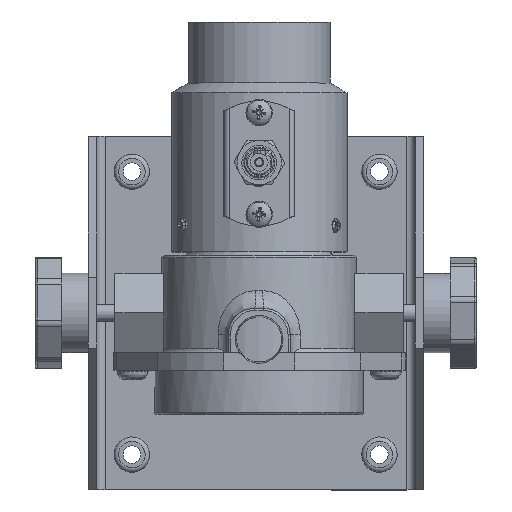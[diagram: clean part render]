
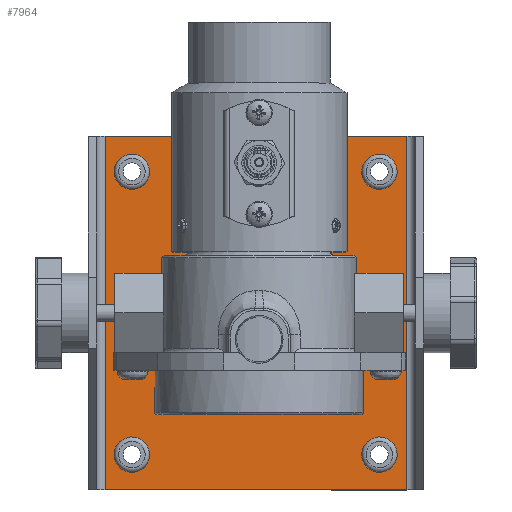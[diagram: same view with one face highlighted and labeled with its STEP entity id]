
A CAD part, top view. The second image highlights one B-rep face of the part: STEP entity #7964.
In plain terms, the highlighted planar face has unit normal (0, 0, 1).
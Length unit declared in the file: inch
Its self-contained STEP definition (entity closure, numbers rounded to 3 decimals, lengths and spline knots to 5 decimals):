
#749=LINE($,#30850,#1111);
#752=LINE($,#30862,#1114);
#757=LINE($,#30875,#1119);
#758=LINE($,#30880,#1120);
#1111=VECTOR($,#11019,4.26);
#1114=VECTOR($,#11034,5.);
#1119=VECTOR($,#11049,5.);
#1120=VECTOR($,#11058,4.26);
#1587=PLANE($,#8953);
#1927=FACE_BOUND($,#3139,.T.);
#1928=FACE_BOUND($,#3140,.T.);
#1929=FACE_BOUND($,#3141,.T.);
#1930=FACE_BOUND($,#3142,.T.);
#1931=FACE_BOUND($,#3143,.T.);
#3139=EDGE_LOOP($,(#6875));
#3140=EDGE_LOOP($,(#6876));
#3141=EDGE_LOOP($,(#6877));
#3142=EDGE_LOOP($,(#6878));
#3143=EDGE_LOOP($,(#6879,#6880,#6881,#6882));
#3638=CIRCLE($,#8913,0.1875);
#3640=CIRCLE($,#8916,0.1875);
#3642=CIRCLE($,#8919,0.1875);
#3644=CIRCLE($,#8922,0.1875);
#4273=VERTEX_POINT($,#30773);
#4275=VERTEX_POINT($,#30778);
#4277=VERTEX_POINT($,#30783);
#4279=VERTEX_POINT($,#30788);
#4300=VERTEX_POINT($,#30847);
#4301=VERTEX_POINT($,#30849);
#4304=VERTEX_POINT($,#30860);
#4307=VERTEX_POINT($,#30874);
#5154=EDGE_CURVE($,#4273,#4273,#3638,.T.);
#5156=EDGE_CURVE($,#4275,#4275,#3640,.T.);
#5158=EDGE_CURVE($,#4277,#4277,#3642,.T.);
#5160=EDGE_CURVE($,#4279,#4279,#3644,.T.);
#5188=EDGE_CURVE($,#4300,#4301,#749,.T.);
#5195=EDGE_CURVE($,#4300,#4304,#752,.T.);
#5201=EDGE_CURVE($,#4307,#4301,#757,.T.);
#5204=EDGE_CURVE($,#4307,#4304,#758,.T.);
#6875=ORIENTED_EDGE($,*,*,#5154,.T.);
#6876=ORIENTED_EDGE($,*,*,#5156,.T.);
#6877=ORIENTED_EDGE($,*,*,#5158,.T.);
#6878=ORIENTED_EDGE($,*,*,#5160,.T.);
#6879=ORIENTED_EDGE($,*,*,#5195,.T.);
#6880=ORIENTED_EDGE($,*,*,#5204,.F.);
#6881=ORIENTED_EDGE($,*,*,#5201,.T.);
#6882=ORIENTED_EDGE($,*,*,#5188,.F.);
#7964=ADVANCED_FACE($,(#1927,#1928,#1929,#1930,#1931),#1587,.T.);
#8913=AXIS2_PLACEMENT_3D($,#30774,#10945,#10946);
#8916=AXIS2_PLACEMENT_3D($,#30779,#10951,#10952);
#8919=AXIS2_PLACEMENT_3D($,#30784,#10957,#10958);
#8922=AXIS2_PLACEMENT_3D($,#30789,#10963,#10964);
#8953=AXIS2_PLACEMENT_3D($,#30879,#11056,#11057);
#10945=DIRECTION('center_axis',(0.,0.,-1.));
#10946=DIRECTION('ref_axis',(1.,0.,0.));
#10951=DIRECTION('center_axis',(0.,0.,-1.));
#10952=DIRECTION('ref_axis',(1.,0.,0.));
#10957=DIRECTION('center_axis',(0.,0.,-1.));
#10958=DIRECTION('ref_axis',(1.,0.,0.));
#10963=DIRECTION('center_axis',(0.,0.,-1.));
#10964=DIRECTION('ref_axis',(1.,0.,0.));
#11019=DIRECTION($,(-1.,0.,0.));
#11034=DIRECTION($,(0.,1.,0.));
#11049=DIRECTION($,(0.,-1.,0.));
#11056=DIRECTION('center_axis',(0.,0.,1.));
#11057=DIRECTION('ref_axis',(1.,0.,0.));
#11058=DIRECTION($,(1.,0.,0.));
#30773=CARTESIAN_POINT('',(0.6825,0.5,0.12));
#30774=CARTESIAN_POINT('Origin',(0.495,0.5,0.12));
#30778=CARTESIAN_POINT('',(4.1825,0.5,0.12));
#30779=CARTESIAN_POINT('Origin',(3.995,0.5,0.12));
#30783=CARTESIAN_POINT('',(0.6825,4.5,0.12));
#30784=CARTESIAN_POINT('Origin',(0.495,4.5,0.12));
#30788=CARTESIAN_POINT('',(4.1825,4.5,0.12));
#30789=CARTESIAN_POINT('Origin',(3.995,4.5,0.12));
#30847=CARTESIAN_POINT('',(4.38,0.,0.12));
#30849=CARTESIAN_POINT('',(0.12,0.,0.12));
#30850=CARTESIAN_POINT($,(0.,0.,0.12));
#30860=CARTESIAN_POINT('',(4.38,5.,0.12));
#30862=CARTESIAN_POINT($,(4.38,3.75,0.12));
#30874=CARTESIAN_POINT('',(0.12,5.,0.12));
#30875=CARTESIAN_POINT($,(0.12,1.25,0.12));
#30879=CARTESIAN_POINT('Origin',(2.25,2.5,0.12));
#30880=CARTESIAN_POINT($,(4.5,5.,0.12));
